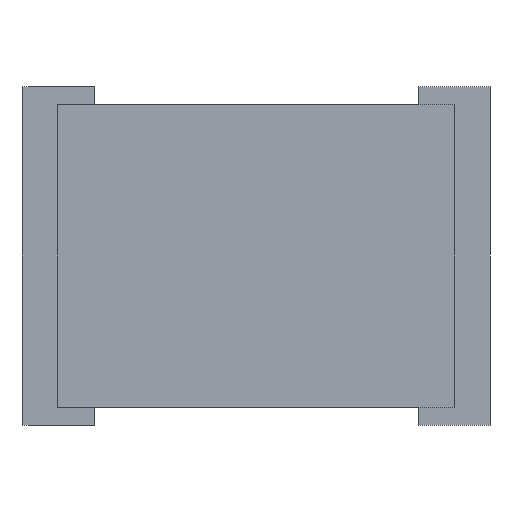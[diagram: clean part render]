
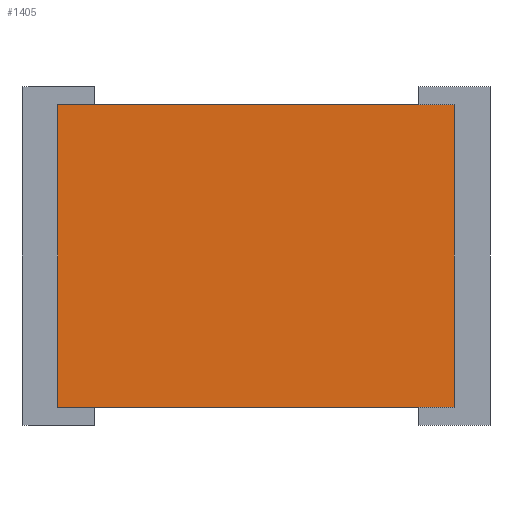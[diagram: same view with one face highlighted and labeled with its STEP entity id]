
A CAD part, left-side view. The second image highlights one B-rep face of the part: STEP entity #1405.
In plain terms, the highlighted planar face has unit normal (-1, 0, 0).
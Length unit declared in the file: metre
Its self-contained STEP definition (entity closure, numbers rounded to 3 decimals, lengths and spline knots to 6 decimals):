
#64=ORIENTED_EDGE('',*,*,#472,.T.);
#65=ORIENTED_EDGE('',*,*,#473,.T.);
#66=ORIENTED_EDGE('',*,*,#436,.F.);
#67=ORIENTED_EDGE('',*,*,#474,.F.);
#436=EDGE_CURVE('',#640,#641,#776,.T.);
#472=EDGE_CURVE('',#676,#677,#812,.T.);
#473=EDGE_CURVE('',#677,#641,#813,.T.);
#474=EDGE_CURVE('',#676,#640,#814,.T.);
#640=VERTEX_POINT('',#2015);
#641=VERTEX_POINT('',#2016);
#676=VERTEX_POINT('',#2096);
#677=VERTEX_POINT('',#2097);
#776=LINE('',#2014,#980);
#812=LINE('',#2095,#1016);
#813=LINE('',#2098,#1017);
#814=LINE('',#2099,#1018);
#980=VECTOR('',#1658,1.);
#1016=VECTOR('',#1712,1.);
#1017=VECTOR('',#1713,1.);
#1018=VECTOR('',#1714,1.);
#1181=EDGE_LOOP('',(#64,#65,#66,#67));
#1251=FACE_BOUND('',#1181,.T.);
#1321=PLANE('',#1573);
#1405=ADVANCED_FACE('',(#1251),#1321,.F.);
#1573=AXIS2_PLACEMENT_3D('',#2094,#1710,#1711);
#1658=DIRECTION('',(0.,0.,-1.));
#1710=DIRECTION('',(1.,0.,0.));
#1711=DIRECTION('',(0.,1.,0.));
#1712=DIRECTION('',(0.,0.,-1.));
#1713=DIRECTION('',(0.,-1.,0.));
#1714=DIRECTION('',(0.,-1.,0.));
#2014=CARTESIAN_POINT('',(-0.00105,-0.00055,0.00094));
#2015=CARTESIAN_POINT('',(-0.00105,-0.00055,0.00089));
#2016=CARTESIAN_POINT('',(-0.00105,-0.00055,0.00005));
#2094=CARTESIAN_POINT('',(-0.00105,0.,0.00094));
#2095=CARTESIAN_POINT('',(-0.00105,0.00055,0.00094));
#2096=CARTESIAN_POINT('',(-0.00105,0.00055,0.00089));
#2097=CARTESIAN_POINT('',(-0.00105,0.00055,0.00005));
#2098=CARTESIAN_POINT('',(-0.00105,0.,0.00005));
#2099=CARTESIAN_POINT('',(-0.00105,0.,0.00089));
